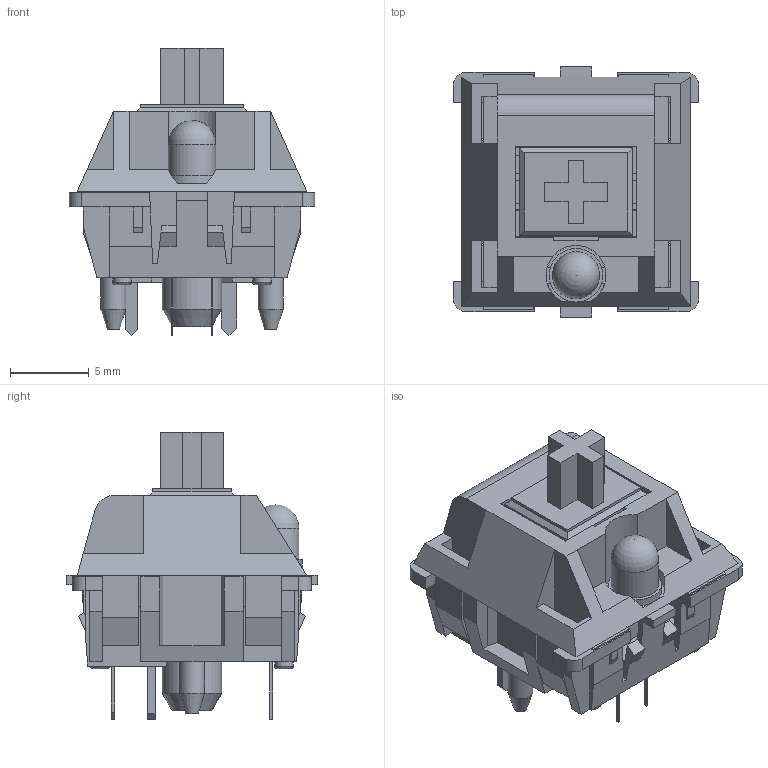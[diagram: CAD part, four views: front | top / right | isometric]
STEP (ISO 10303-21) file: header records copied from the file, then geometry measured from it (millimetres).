
FILE_DESCRIPTION(/* description */ (''),/* implementation_level */ '2;1');
FILE_NAME(/* name */ 'key-4',/* time_stamp */ '2011-12-29T19:54:19+08:00',/* author */ (''),/* organization */ (''),/* preprocessor_version */ 'ST-DEVELOPER v9',/* originating_system */ 'UGS - NX 4.0',/* authorisation */ '');
FILE_SCHEMA (('CONFIG_CONTROL_DESIGN','SHAPE_APPEARANCE_LAYER_MIM'));
Length unit declared in the file: millimetre
Products named in the file (1): fant5B31yrod
Bounding box: 15.6 x 15.91 x 18.3 mm (x, y, z)
Volume: 1165.2 mm3; surface area: 2537.3 mm2
Topology: 8 solids, 8 shells, 424 faces, 1167 edges, 764 vertices
Faces by surface type: plane 395, cylinder 19, cone 5, torus 4, sphere 1
Full cylindrical faces by diameter (mm): 0.849 x4, 1.2 x2, 1.6 x2, 2 x1, 3 x1, 3.4 x1, 3.8 x1, 4.3 x1
Entity records: 13240 total; most frequent: CARTESIAN_POINT 2307, ORIENTED_EDGE 2262, DIRECTION 2038, EDGE_CURVE 1131, LINE 1074, VECTOR 1074, VERTEX_POINT 751, AXIS2_PLACEMENT_3D 482
